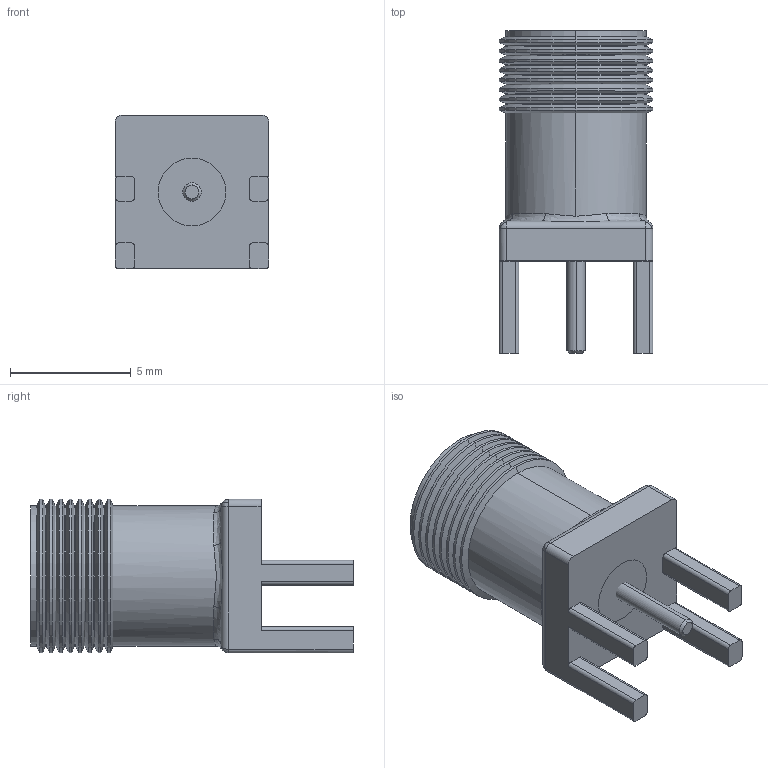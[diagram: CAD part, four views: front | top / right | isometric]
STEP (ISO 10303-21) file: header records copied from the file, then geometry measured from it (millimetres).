
FILE_DESCRIPTION (( 'STEP AP214' ), '1' );
FILE_NAME ('CON-SMA-EDGE-S.STEP', '2023-02-03T13:21:16', ( 'ADMIN' ), ( '' ), 'SwSTEP 2.0', 'SolidWorks 2016', '' );
FILE_SCHEMA (( 'AUTOMOTIVE_DESIGN' ));
Length unit declared in the file: millimetre
Products named in the file (4): CON-SMA-EDGE-S; 3; 2; 1
Assembly tree (3 placements, depth 2):
  CON-SMA-EDGE-S
    1
    2
    3
Bounding box: 6.35 x 13.33 x 6.35 mm (x, y, z)
Volume: 239 mm3; surface area: 512.4 mm2
Topology: 3 solids, 3 shells, 156 faces, 354 edges, 204 vertices
Faces by surface type: cylinder 74, plane 34, cone 34, bspline 14
Entity records: 6726 total; most frequent: CARTESIAN_POINT 1398, DIRECTION 770, ORIENTED_EDGE 696, EDGE_CURVE 348, AXIS2_PLACEMENT_3D 302, VERTEX_POINT 204, UNCERTAINTY_MEASURE_WITH_UNIT 166, VECTOR 166
